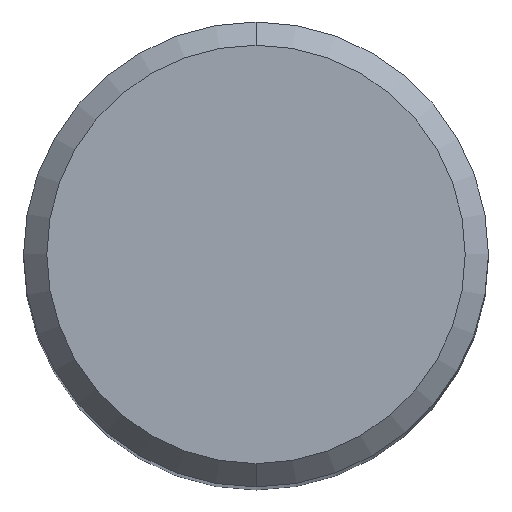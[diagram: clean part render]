
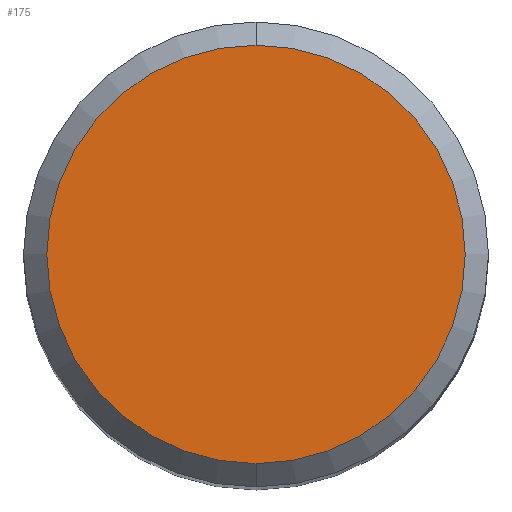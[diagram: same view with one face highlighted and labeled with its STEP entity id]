
A CAD part, top view. The second image highlights one B-rep face of the part: STEP entity #175.
In plain terms, the highlighted planar face has unit normal (0, 0, 1).
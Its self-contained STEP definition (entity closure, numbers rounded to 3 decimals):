
#115=EDGE_CURVE('',#199,#173,#269,.T.);
#129=EDGE_CURVE('',#173,#199,#284,.T.);
#173=VERTEX_POINT('',#335);
#175=ADVANCED_FACE('',(#337),#338,.T.);
#199=VERTEX_POINT('',#363);
#269=CIRCLE('',#432,4.5);
#284=CIRCLE('',#449,4.5);
#335=CARTESIAN_POINT('',(0.0,4.5,0.0));
#337=FACE_OUTER_BOUND('',#513,.T.);
#338=PLANE('',#514);
#363=CARTESIAN_POINT('',(0.,-4.5,0.0));
#432=AXIS2_PLACEMENT_3D('',#624,#625,#626);
#449=AXIS2_PLACEMENT_3D('',#637,#638,#639);
#513=EDGE_LOOP('',(#711,#712));
#514=AXIS2_PLACEMENT_3D('',#713,#714,#715);
#624=CARTESIAN_POINT('',(0.0,0.0,0.0));
#625=DIRECTION('',(0.0,0.0,-1.0));
#626=DIRECTION('',(0.0,1.0,0.0));
#637=CARTESIAN_POINT('',(0.0,0.0,0.0));
#638=DIRECTION('',(0.0,0.0,-1.0));
#639=DIRECTION('',(0.0,1.0,0.0));
#711=ORIENTED_EDGE('',*,*,#129,.F.);
#712=ORIENTED_EDGE('',*,*,#115,.F.);
#713=CARTESIAN_POINT('',(0.0,2.25,0.0));
#714=DIRECTION('',(-0.0,0.0,1.0));
#715=DIRECTION('',(0.0,-1.0,0.0));
